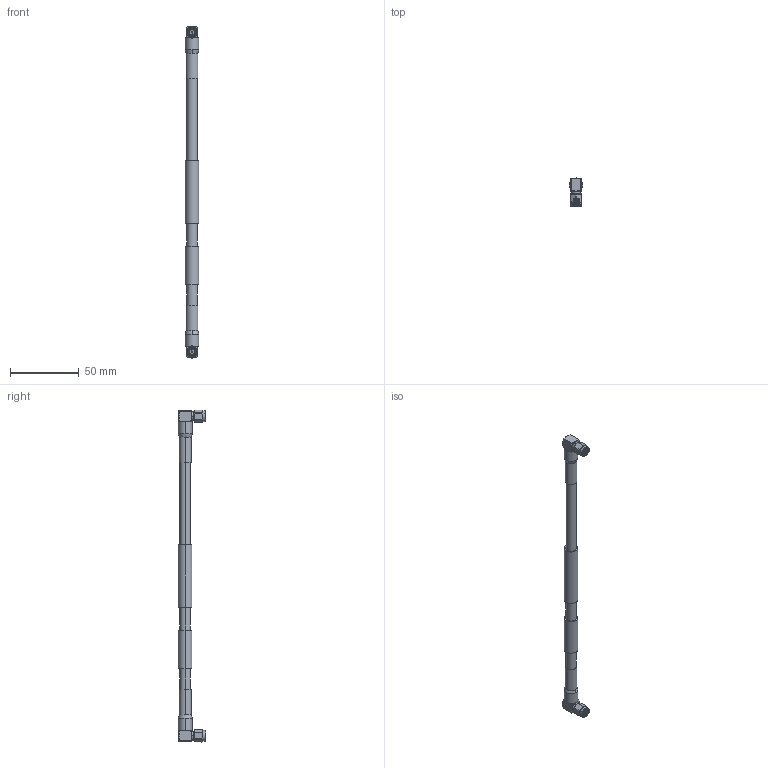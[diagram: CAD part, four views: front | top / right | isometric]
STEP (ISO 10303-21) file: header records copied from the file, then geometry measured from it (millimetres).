
FILE_DESCRIPTION (( 'STEP AP214' ), '1' );
FILE_NAME ('FMCA2278.step', '2021-02-09T19:12:01', ( '' ), ( '' ), 'SwSTEP 2.0', 'SolidWorks 2018', '' );
FILE_SCHEMA (( 'AUTOMOTIVE_DESIGN' ));
Length unit declared in the file: inch
Products named in the file (4): FMCA2278; FM-1/4SFHC^FMCA2278; Heat Shrink^FMCA2278; FMCN1719^FMCA2278
Assembly tree (5 placements, depth 2):
  FMCA2278
    FM-1/4SFHC^FMCA2278
    Heat Shrink^FMCA2278  x2
    FMCN1719^FMCA2278  x2
Bounding box: 10.05 x 20.03 x 241.47 mm (x, y, z)
Volume: 15836.8 mm3; surface area: 8659 mm2
Topology: 5 solids, 5 shells, 212 faces, 488 edges, 312 vertices
Faces by surface type: cylinder 100, plane 60, cone 38, bspline 14
Entity records: 5510 total; most frequent: CARTESIAN_POINT 2844, DIRECTION 527, ORIENTED_EDGE 518, EDGE_CURVE 259, AXIS2_PLACEMENT_3D 225, VERTEX_POINT 166, EDGE_LOOP 129, ADVANCED_FACE 114
